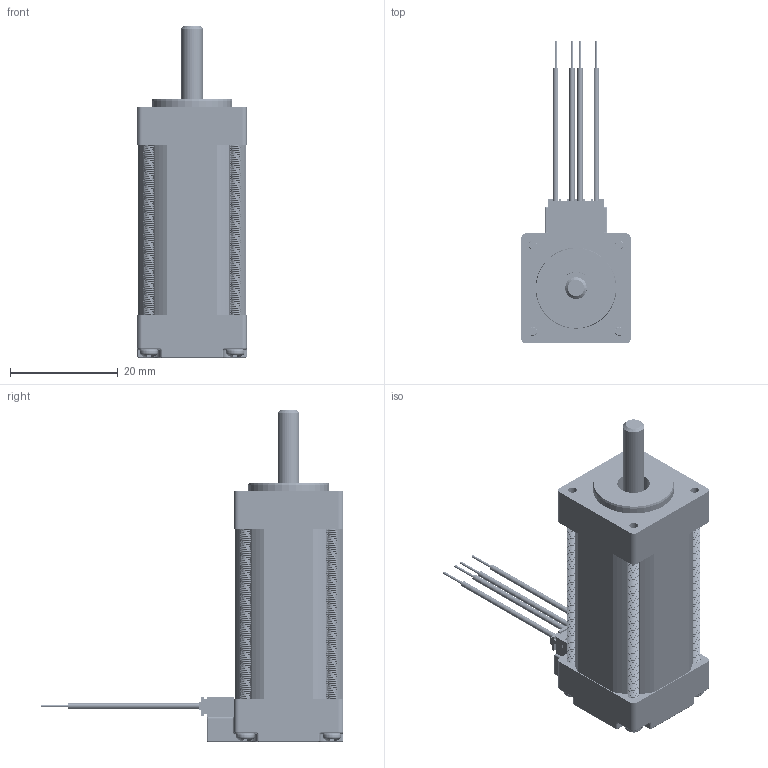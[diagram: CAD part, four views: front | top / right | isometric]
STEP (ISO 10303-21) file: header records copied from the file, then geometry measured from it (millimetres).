
FILE_DESCRIPTION (( 'STEP AP214' ), '1' );
FILE_NAME ('HT08-231_RevA.STEP', '2020-05-01T17:18:46', ( 'Kevin' ), ( 'Hewlett-Packard Company' ), 'SwSTEP 2.0', 'SolidWorks 2016', '' );
FILE_SCHEMA (( 'AUTOMOTIVE_DESIGN' ));
Length unit declared in the file: millimetre
Products named in the file (13): HT08-231_SCREW M2x24_92005A010; HT08-231_REAR END BELL; HT08-231_SHAFT; HT08-231_FRONT END BELL; HT08-231_RevA; HT08-231_LAM STACK; HT08-231_S6B-ZR; HT08-231_CABLE_STRAIGHT; Lead Wire_Straight_White; Lead Wire_Straight_Yellow; Lead Wire_Straight_Blue; Lead Wire_Straight_Red; ZHR-6
Assembly tree (15 placements, depth 3):
  HT08-231_RevA
    HT08-231_FRONT END BELL
    HT08-231_SHAFT
    HT08-231_REAR END BELL
    HT08-231_SCREW M2x24_92005A010  x4
    HT08-231_CABLE_STRAIGHT
      ZHR-6
      Lead Wire_Straight_Red
      Lead Wire_Straight_Blue
      Lead Wire_Straight_Yellow
      Lead Wire_Straight_White
    HT08-231_S6B-ZR
    HT08-231_LAM STACK
Bounding box: 20.3 x 56.1 x 61.5 mm (x, y, z)
Volume: 18404.7 mm3; surface area: 9502.2 mm2
Topology: 14 solids, 14 shells, 1298 faces, 3624 edges, 2371 vertices
Faces by surface type: cylinder 941, plane 266, torus 42, cone 23, sphere 14, bspline 12
Full cylindrical faces by diameter (mm): 0.457 x4, 0.5 x12, 0.55 x6, 1.016 x4, 1.6 x4, 2.2 x4, 3.4 x4, 4 x1, 5.7 x1, 6 x1, 15 x1
Entity records: 28699 total; most frequent: CARTESIAN_POINT 14112, ORIENTED_EDGE 2914, DIRECTION 2535, EDGE_CURVE 1457, VERTEX_POINT 969, AXIS2_PLACEMENT_3D 900, VECTOR 735, LINE 735
